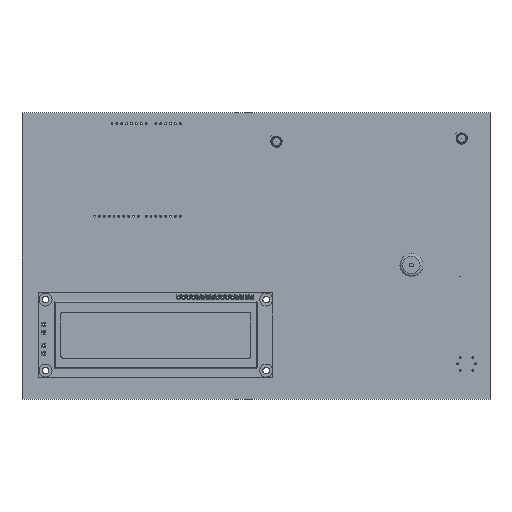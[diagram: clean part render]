
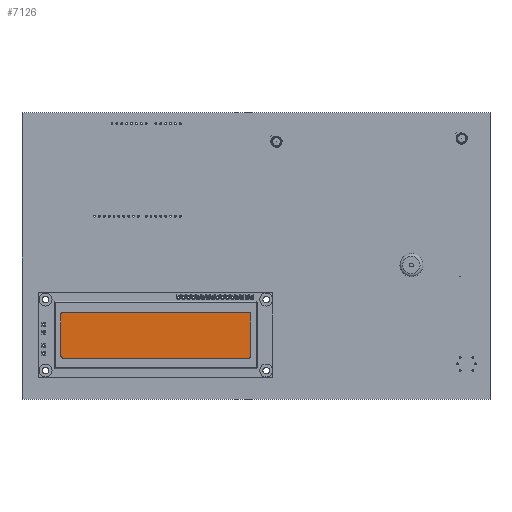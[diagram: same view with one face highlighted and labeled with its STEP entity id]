
A CAD part, top view. The second image highlights one B-rep face of the part: STEP entity #7126.
In plain terms, the highlighted planar face has unit normal (0, 0, 1).
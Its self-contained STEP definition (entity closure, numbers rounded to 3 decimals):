
#6886 = EDGE_CURVE('',#6887,#6889,#6891,.T.);
#6887 = VERTEX_POINT('',#6888);
#6888 = CARTESIAN_POINT('',(-66.5,-30.5,15.2));
#6889 = VERTEX_POINT('',#6890);
#6890 = CARTESIAN_POINT('',(-65.5,-31.5,15.2));
#6891 = CIRCLE('',#6892,1.);
#6892 = AXIS2_PLACEMENT_3D('',#6893,#6894,#6895);
#6893 = CARTESIAN_POINT('',(-65.5,-30.5,15.2));
#6894 = DIRECTION('',(-0.,0.,1.));
#6895 = DIRECTION('',(0.,-1.,0.));
#6897 = EDGE_CURVE('',#6887,#6898,#6900,.T.);
#6898 = VERTEX_POINT('',#6899);
#6899 = CARTESIAN_POINT('',(-66.5,-8.5,15.2));
#6900 = LINE('',#6901,#6902);
#6901 = CARTESIAN_POINT('',(-66.5,-31.5,15.2));
#6902 = VECTOR('',#6903,1.);
#6903 = DIRECTION('',(0.,1.,0.));
#6905 = EDGE_CURVE('',#6898,#6906,#6908,.T.);
#6906 = VERTEX_POINT('',#6907);
#6907 = CARTESIAN_POINT('',(-65.5,-7.5,15.2));
#6908 = CIRCLE('',#6909,1.);
#6909 = AXIS2_PLACEMENT_3D('',#6910,#6911,#6912);
#6910 = CARTESIAN_POINT('',(-65.5,-8.5,15.2));
#6911 = DIRECTION('',(-0.,-0.,-1.));
#6912 = DIRECTION('',(0.,-1.,0.));
#6914 = EDGE_CURVE('',#6906,#6915,#6917,.T.);
#6915 = VERTEX_POINT('',#6916);
#6916 = CARTESIAN_POINT('',(31.5,-7.5,15.2));
#6917 = LINE('',#6918,#6919);
#6918 = CARTESIAN_POINT('',(-66.5,-7.5,15.2));
#6919 = VECTOR('',#6920,1.);
#6920 = DIRECTION('',(1.,0.,0.));
#6922 = EDGE_CURVE('',#6923,#6915,#6925,.T.);
#6923 = VERTEX_POINT('',#6924);
#6924 = CARTESIAN_POINT('',(32.5,-8.5,15.2));
#6925 = CIRCLE('',#6926,1.);
#6926 = AXIS2_PLACEMENT_3D('',#6927,#6928,#6929);
#6927 = CARTESIAN_POINT('',(31.5,-8.5,15.2));
#6928 = DIRECTION('',(-0.,0.,1.));
#6929 = DIRECTION('',(0.,-1.,0.));
#6931 = EDGE_CURVE('',#6932,#6923,#6934,.T.);
#6932 = VERTEX_POINT('',#6933);
#6933 = CARTESIAN_POINT('',(32.5,-30.5,15.2));
#6934 = LINE('',#6935,#6936);
#6935 = CARTESIAN_POINT('',(32.5,-31.5,15.2));
#6936 = VECTOR('',#6937,1.);
#6937 = DIRECTION('',(0.,1.,0.));
#6939 = EDGE_CURVE('',#6940,#6932,#6942,.T.);
#6940 = VERTEX_POINT('',#6941);
#6941 = CARTESIAN_POINT('',(31.5,-31.5,15.2));
#6942 = CIRCLE('',#6943,1.);
#6943 = AXIS2_PLACEMENT_3D('',#6944,#6945,#6946);
#6944 = CARTESIAN_POINT('',(31.5,-30.5,15.2));
#6945 = DIRECTION('',(-0.,0.,1.));
#6946 = DIRECTION('',(0.,-1.,0.));
#6948 = EDGE_CURVE('',#6889,#6940,#6949,.T.);
#6949 = LINE('',#6950,#6951);
#6950 = CARTESIAN_POINT('',(-66.5,-31.5,15.2));
#6951 = VECTOR('',#6952,1.);
#6952 = DIRECTION('',(1.,0.,0.));
#7126 = ADVANCED_FACE('',(#7127),#7137,.T.);
#7127 = FACE_BOUND('',#7128,.T.);
#7128 = EDGE_LOOP('',(#7129,#7130,#7131,#7132,#7133,#7134,#7135,#7136));
#7129 = ORIENTED_EDGE('',*,*,#6931,.T.);
#7130 = ORIENTED_EDGE('',*,*,#6922,.T.);
#7131 = ORIENTED_EDGE('',*,*,#6914,.F.);
#7132 = ORIENTED_EDGE('',*,*,#6905,.F.);
#7133 = ORIENTED_EDGE('',*,*,#6897,.F.);
#7134 = ORIENTED_EDGE('',*,*,#6886,.T.);
#7135 = ORIENTED_EDGE('',*,*,#6948,.T.);
#7136 = ORIENTED_EDGE('',*,*,#6939,.T.);
#7137 = PLANE('',#7138);
#7138 = AXIS2_PLACEMENT_3D('',#7139,#7140,#7141);
#7139 = CARTESIAN_POINT('',(-66.5,-31.5,15.2));
#7140 = DIRECTION('',(0.,0.,1.));
#7141 = DIRECTION('',(1.,0.,-0.));
